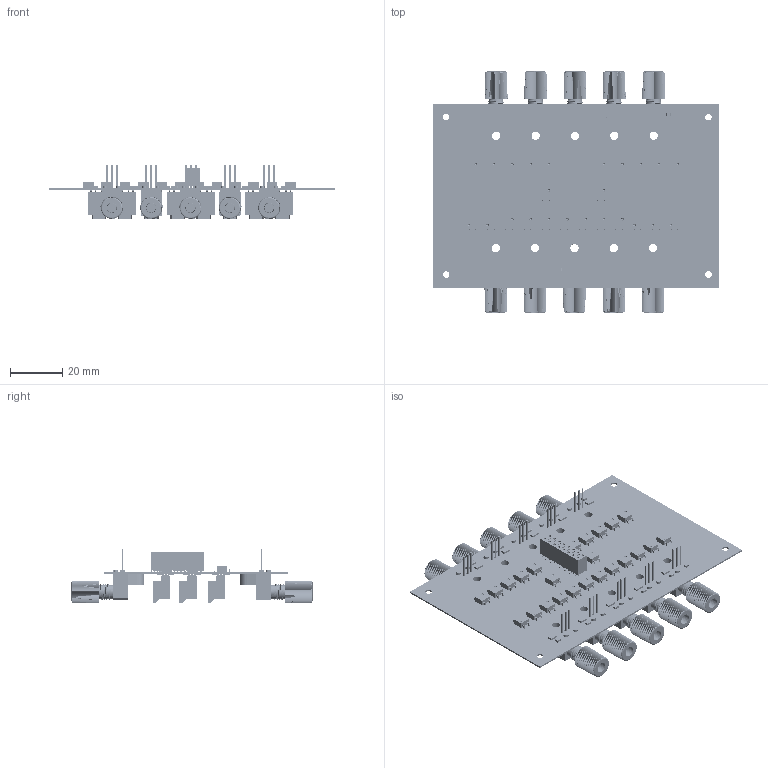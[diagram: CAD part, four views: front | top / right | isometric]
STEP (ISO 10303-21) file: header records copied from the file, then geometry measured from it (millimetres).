
FILE_DESCRIPTION(('Open CASCADE Model'),'2;1');
FILE_NAME('Open CASCADE Shape Model','2021-09-27T13:50:57',('Author'),( 'Open CASCADE'),'Open CASCADE STEP processor 6.8','Open CASCADE 6.8' ,'Unknown');
FILE_SCHEMA(('AUTOMOTIVE_DESIGN { 1 0 10303 214 1 1 1 1 }'));
Length unit declared in the file: millimetre
Products named in the file (104): PCB; Board; Open CASCADE STEP translator 6.8 1.1.1; 100nF10; Cap_KEMET_C0805C472J3HAC_eec; C9; C8; C7; 100nF6; 100nF5; C4; C3; C2; 100nF1; R10; 6007460528; Extruded; 6007459408; 03R9; 03R8; 03R7; 03R6; R5; 03R4; 03R3; 03R2; 03R1; U24; 3dmodel; U23; U22; U21; U20; U19; U18; U17; U16; U15; U14; U13 ...
Assembly tree (351 placements, depth 4):
  PCB
    Board
      Open CASCADE STEP translator 6.8 1.1.1
    100nF10
      Cap_KEMET_C0805C472J3HAC_eec
      Cap_KEMET_C0805C472J3HAC_eec
      Cap_KEMET_C0805C472J3HAC_eec
    C9
      Cap_KEMET_C0805C472J3HAC_eec
      Cap_KEMET_C0805C472J3HAC_eec
      Cap_KEMET_C0805C472J3HAC_eec
    C8
      Cap_KEMET_C0805C472J3HAC_eec
      Cap_KEMET_C0805C472J3HAC_eec
      Cap_KEMET_C0805C472J3HAC_eec
    C7
      Cap_KEMET_C0805C472J3HAC_eec
      Cap_KEMET_C0805C472J3HAC_eec
      Cap_KEMET_C0805C472J3HAC_eec
    100nF6
      Cap_KEMET_C0805C472J3HAC_eec
      Cap_KEMET_C0805C472J3HAC_eec
      Cap_KEMET_C0805C472J3HAC_eec
    100nF5
      Cap_KEMET_C0805C472J3HAC_eec
      Cap_KEMET_C0805C472J3HAC_eec
      Cap_KEMET_C0805C472J3HAC_eec
    C4
      Cap_KEMET_C0805C472J3HAC_eec
      Cap_KEMET_C0805C472J3HAC_eec
      Cap_KEMET_C0805C472J3HAC_eec
    C3
      Cap_KEMET_C0805C472J3HAC_eec
      Cap_KEMET_C0805C472J3HAC_eec
      Cap_KEMET_C0805C472J3HAC_eec
    C2
      Cap_KEMET_C0805C472J3HAC_eec
      Cap_KEMET_C0805C472J3HAC_eec
      Cap_KEMET_C0805C472J3HAC_eec
    100nF1
      Cap_KEMET_C0805C472J3HAC_eec
      Cap_KEMET_C0805C472J3HAC_eec
      Cap_KEMET_C0805C472J3HAC_eec
    R10
      6007460528
        Extruded
      6007459408  x2
        Extruded
    03R9
      6007459408  x2
        Extruded
      6007460528
        Extruded
    03R8
      6007459408  x2
        Extruded
      6007460528
        Extruded
    03R7
      6007459408  x2
Bounding box: 109 x 91.88 x 20.75 mm (x, y, z)
Volume: 23533.4 mm3; surface area: 47578.3 mm2
Topology: 295 solids, 295 shells, 9953 faces, 34214 edges, 32158 vertices
Faces by surface type: plane 6041, cylinder 1820, bspline 1230, cone 620, sphere 232, torus 10
Full cylindrical faces by diameter (mm): 1.575 x20, 2 x20, 2.5 x4, 3.15 x10, 3.175 x10, 3.556 x10, 3.607 x10, 4.115 x10, 5.461 x40, 6.223 x10
Entity records: 52729 total; most frequent: CARTESIAN_POINT 13357, ORIENTED_EDGE 6660, DIRECTION 6118, EDGE_CURVE 3330, LINE 2398, VECTOR 2398, VERTEX_POINT 2203, AXIS2_PLACEMENT_3D 1860
